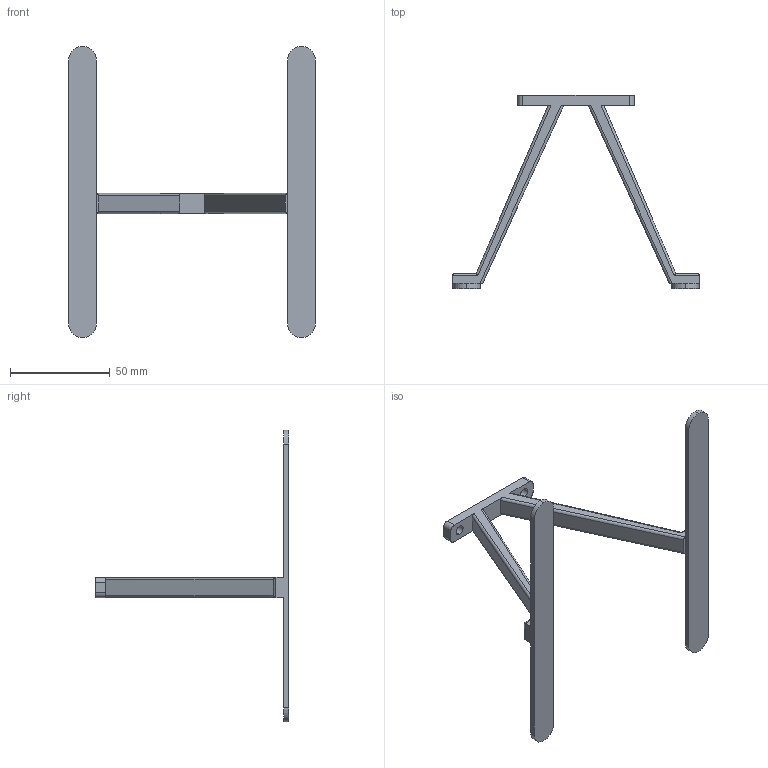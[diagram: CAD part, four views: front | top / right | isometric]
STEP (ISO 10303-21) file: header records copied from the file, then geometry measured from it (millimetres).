
FILE_DESCRIPTION (( 'STEP AP203' ), '1' );
FILE_NAME ('BackSkis.STEP', '2025-03-16T21:28:38', ( '' ), ( '' ), 'SwSTEP 2.0', 'SolidWorks 2024', '' );
FILE_SCHEMA (( 'CONFIG_CONTROL_DESIGN' ));
Length unit declared in the file: inch
Products named in the file (1): BackSkis
Bounding box: 123.89 x 97.03 x 146.41 mm (x, y, z)
Volume: 25857.8 mm3; surface area: 17438.2 mm2
Topology: 1 solids, 1 shells, 54 faces, 144 edges, 92 vertices
Faces by surface type: cylinder 28, plane 26
Entity records: 1747 total; most frequent: CARTESIAN_POINT 363, ORIENTED_EDGE 288, DIRECTION 258, EDGE_CURVE 144, VERTEX_POINT 92, LINE 92, VECTOR 92, AXIS2_PLACEMENT_3D 83
